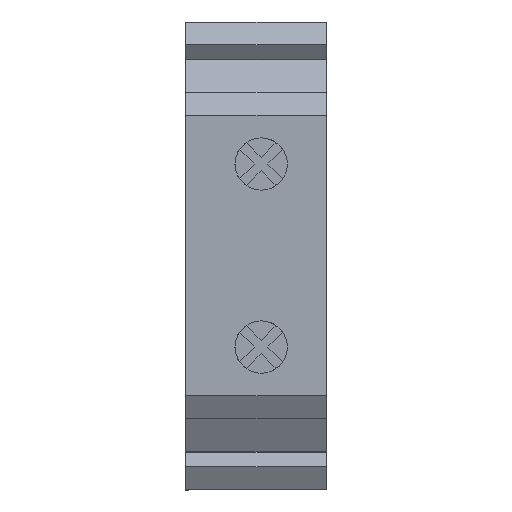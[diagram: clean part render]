
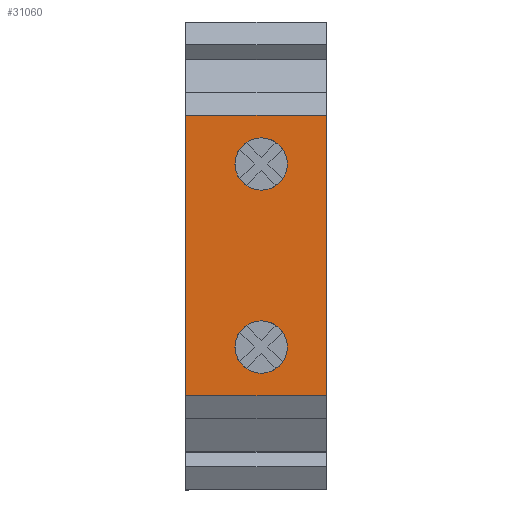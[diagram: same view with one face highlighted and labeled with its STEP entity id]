
A CAD part, top view. The second image highlights one B-rep face of the part: STEP entity #31060.
In plain terms, the highlighted face is planar.
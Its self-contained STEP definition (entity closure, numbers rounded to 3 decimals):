
#2610=CARTESIAN_POINT('',(68.,104.6,-18.05));
#2620=VERTEX_POINT('',#2610);
#2650=CARTESIAN_POINT('',(0.,104.6,-18.05));
#2660=DIRECTION('',(-1.,0.,0.));
#2670=VECTOR('',#2660,1.);
#2680=LINE('',#2650,#2670);
#2690=CARTESIAN_POINT('',(32.,104.6,-18.05));
#2700=VERTEX_POINT('',#2690);
#2710=EDGE_CURVE('',#2620,#2700,#2680,.T.);
#9600=CARTESIAN_POINT('',(32.,104.6,0.));
#9610=VERTEX_POINT('',#9600);
#9640=CARTESIAN_POINT('',(0.,104.6,0.));
#9650=DIRECTION('',(-1.,0.,0.));
#9660=VECTOR('',#9650,1.);
#9670=LINE('',#9640,#9660);
#9680=CARTESIAN_POINT('',(68.,104.6,0.));
#9690=VERTEX_POINT('',#9680);
#9700=EDGE_CURVE('',#9690,#9610,#9670,.T.);
#13950=CARTESIAN_POINT('',(32.,104.6,0.));
#13960=DIRECTION('',(0.,0.,-1.));
#13970=VECTOR('',#13960,1.);
#13980=LINE('',#13950,#13970);
#13990=EDGE_CURVE('',#9610,#2700,#13980,.T.);
#18580=CARTESIAN_POINT('',(41.613,104.6,-8.363));
#18590=VERTEX_POINT('',#18580);
#18620=CARTESIAN_POINT('',(38.25,104.6,-8.363));
#18630=DIRECTION('',(0.,1.,0.));
#18640=DIRECTION('',(-1.,0.,0.));
#18650=AXIS2_PLACEMENT_3D('',#18620,#18630,#18640);
#18660=CIRCLE('',#18650,3.363);
#18670=CARTESIAN_POINT('',(34.888,104.6,-8.363));
#18680=VERTEX_POINT('',#18670);
#18690=EDGE_CURVE('',#18680,#18590,#18660,.T.);
#22270=CARTESIAN_POINT('',(58.388,104.6,-8.362));
#22280=VERTEX_POINT('',#22270);
#23020=CARTESIAN_POINT('',(65.113,104.6,-8.362));
#23030=VERTEX_POINT('',#23020);
#23060=CARTESIAN_POINT('',(61.75,104.6,-8.362));
#23070=DIRECTION('',(0.,1.,0.));
#23080=DIRECTION('',(1.,0.,0.));
#23090=AXIS2_PLACEMENT_3D('',#23060,#23070,#23080);
#23100=CIRCLE('',#23090,3.363);
#23110=EDGE_CURVE('',#22280,#23030,#23100,.T.);
#29160=CARTESIAN_POINT('',(68.,104.6,0.));
#29170=DIRECTION('',(0.,0.,-1.));
#29180=VECTOR('',#29170,1.);
#29190=LINE('',#29160,#29180);
#29200=EDGE_CURVE('',#9690,#2620,#29190,.T.);
#30850=CARTESIAN_POINT('',(32.5,104.6,-18.05));
#30860=DIRECTION('',(0.,1.,-0.));
#30870=DIRECTION('',(-1.,0.,0.));
#30880=AXIS2_PLACEMENT_3D('',#30850,#30860,#30870);
#30890=PLANE('',#30880);
#30900=ORIENTED_EDGE('',*,*,#18690,.F.);
#30910=EDGE_CURVE('',#18590,#18680,#18660,.T.);
#30920=ORIENTED_EDGE('',*,*,#30910,.F.);
#30930=EDGE_LOOP('',(#30920,#30900));
#30940=FACE_BOUND('',#30930,.T.);
#30950=EDGE_CURVE('',#23030,#22280,#23100,.T.);
#30960=ORIENTED_EDGE('',*,*,#30950,.F.);
#30970=ORIENTED_EDGE('',*,*,#23110,.F.);
#30980=EDGE_LOOP('',(#30970,#30960));
#30990=FACE_BOUND('',#30980,.T.);
#31000=ORIENTED_EDGE('',*,*,#2710,.T.);
#31010=ORIENTED_EDGE('',*,*,#29200,.T.);
#31020=ORIENTED_EDGE('',*,*,#9700,.F.);
#31030=ORIENTED_EDGE('',*,*,#13990,.F.);
#31040=EDGE_LOOP('',(#31030,#31020,#31010,#31000));
#31050=FACE_OUTER_BOUND('',#31040,.T.);
#31060=ADVANCED_FACE('',(#30940,#30990,#31050),#30890,.T.);
